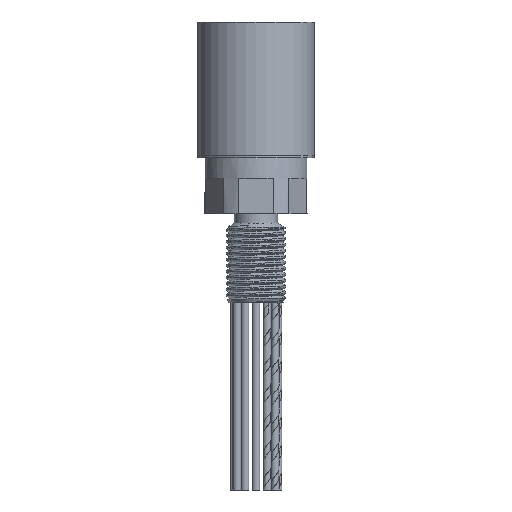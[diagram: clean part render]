
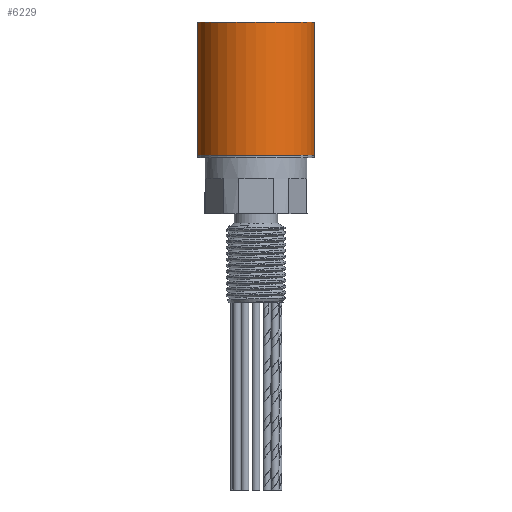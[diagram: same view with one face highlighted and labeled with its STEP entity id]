
A CAD part, front view. The second image highlights one B-rep face of the part: STEP entity #6229.
In plain terms, the highlighted cylindrical face has radius 12.5 mm (diameter 25 mm), a full revolution.
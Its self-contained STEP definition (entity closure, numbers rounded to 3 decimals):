
#50=CYLINDRICAL_SURFACE($,#6524,12.5);
#1106=FACE_BOUND($,#2137,.T.);
#1122=CIRCLE($,#6369,12.5);
#1188=CIRCLE($,#6525,12.5);
#1709=FACE_OUTER_BOUND($,#2136,.T.);
#2136=EDGE_LOOP($,(#5628));
#2137=EDGE_LOOP($,(#5629));
#2926=VERTEX_POINT($,#13314);
#3032=VERTEX_POINT($,#17332);
#3751=EDGE_CURVE($,#2926,#2926,#1122,.T.);
#3901=EDGE_CURVE($,#3032,#3032,#1188,.T.);
#5628=ORIENTED_EDGE($,*,*,#3751,.T.);
#5629=ORIENTED_EDGE($,*,*,#3901,.F.);
#6229=ADVANCED_FACE($,(#1709,#1106),#50,.T.);
#6369=AXIS2_PLACEMENT_3D($,#13315,#7238,#7239);
#6524=AXIS2_PLACEMENT_3D($,#17331,#7596,#7597);
#6525=AXIS2_PLACEMENT_3D($,#17333,#7598,#7599);
#7238=DIRECTION('center_axis',(0.,0.,-1.));
#7239=DIRECTION('ref_axis',(-1.,0.,0.));
#7596=DIRECTION('center_axis',(0.,0.,1.));
#7597=DIRECTION('ref_axis',(-1.,0.,0.));
#7598=DIRECTION('center_axis',(0.,0.,-1.));
#7599=DIRECTION('ref_axis',(-1.,0.,0.));
#13314=CARTESIAN_POINT('',(12.5,0.,28.5));
#13315=CARTESIAN_POINT('Origin',(0.,0.,28.5));
#17331=CARTESIAN_POINT('Origin',(0.,0.,0.));
#17332=CARTESIAN_POINT('',(12.5,0.,0.));
#17333=CARTESIAN_POINT('Origin',(0.,0.,0.));
